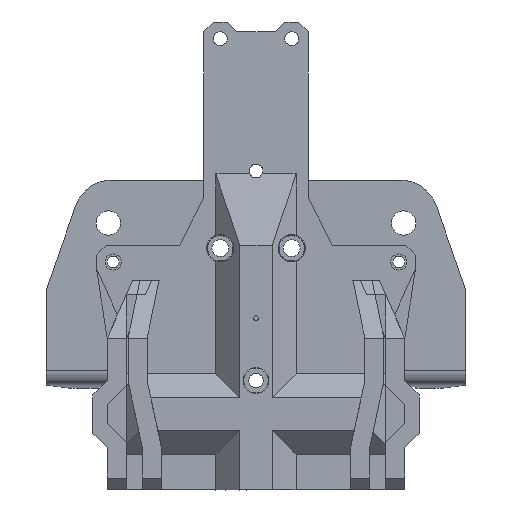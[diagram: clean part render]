
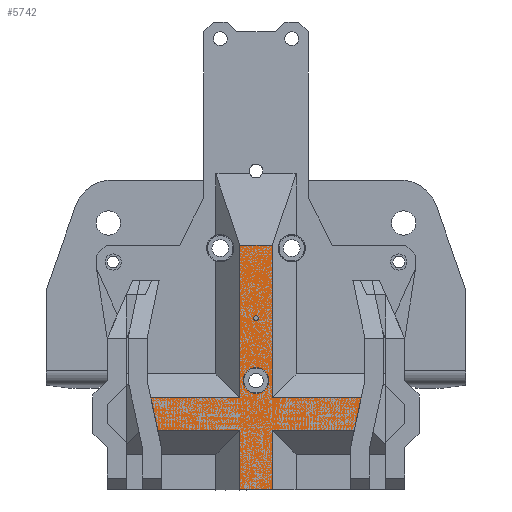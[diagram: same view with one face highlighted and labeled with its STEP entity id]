
A CAD part, front view. The second image highlights one B-rep face of the part: STEP entity #5742.
In plain terms, the highlighted planar face has unit normal (0, -1, 0).
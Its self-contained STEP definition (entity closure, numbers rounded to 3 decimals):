
#82=FACE_BOUND('',#800,.T.);
#83=FACE_BOUND('',#801,.T.);
#207=PLANE('',#6170);
#476=FACE_OUTER_BOUND('',#799,.T.);
#799=EDGE_LOOP('',(#4520,#4521,#4522,#4523,#4524,#4525,#4526,#4527,#4528,
#4529,#4530,#4531,#4532,#4533));
#800=EDGE_LOOP('',(#4534));
#801=EDGE_LOOP('',(#4535));
#1218=LINE('',#8529,#1902);
#1277=LINE('',#8671,#1961);
#1283=LINE('',#8684,#1967);
#1286=LINE('',#8691,#1970);
#1290=LINE('',#8699,#1974);
#1292=LINE('',#8704,#1976);
#1293=LINE('',#8706,#1977);
#1294=LINE('',#8707,#1978);
#1295=LINE('',#8709,#1979);
#1296=LINE('',#8710,#1980);
#1297=LINE('',#8712,#1981);
#1298=LINE('',#8714,#1982);
#1299=LINE('',#8715,#1983);
#1300=LINE('',#8716,#1984);
#1902=VECTOR('',#6947,10.);
#1961=VECTOR('',#7058,10.);
#1967=VECTOR('',#7066,10.);
#1970=VECTOR('',#7071,10.);
#1974=VECTOR('',#7077,10.);
#1976=VECTOR('',#7083,10.);
#1977=VECTOR('',#7084,10.);
#1978=VECTOR('',#7085,10.);
#1979=VECTOR('',#7086,10.);
#1980=VECTOR('',#7087,10.);
#1981=VECTOR('',#7088,10.);
#1982=VECTOR('',#7089,10.);
#1983=VECTOR('',#7090,10.);
#1984=VECTOR('',#7091,10.);
#2491=CIRCLE('',#6171,0.5);
#2492=CIRCLE('',#6172,2.7);
#2708=VERTEX_POINT('',#8526);
#2709=VERTEX_POINT('',#8528);
#2765=VERTEX_POINT('',#8668);
#2766=VERTEX_POINT('',#8670);
#2771=VERTEX_POINT('',#8681);
#2772=VERTEX_POINT('',#8683);
#2774=VERTEX_POINT('',#8689);
#2775=VERTEX_POINT('',#8690);
#2778=VERTEX_POINT('',#8698);
#2779=VERTEX_POINT('',#8703);
#2780=VERTEX_POINT('',#8705);
#2781=VERTEX_POINT('',#8708);
#2782=VERTEX_POINT('',#8711);
#2783=VERTEX_POINT('',#8713);
#2784=VERTEX_POINT('',#8717);
#2785=VERTEX_POINT('',#8719);
#3333=EDGE_CURVE('',#2708,#2709,#1218,.T.);
#3405=EDGE_CURVE('',#2766,#2765,#1277,.T.);
#3411=EDGE_CURVE('',#2772,#2771,#1283,.T.);
#3414=EDGE_CURVE('',#2774,#2775,#1286,.T.);
#3418=EDGE_CURVE('',#2778,#2708,#1290,.F.);
#3421=EDGE_CURVE('',#2775,#2779,#1292,.T.);
#3422=EDGE_CURVE('',#2779,#2780,#1293,.F.);
#3423=EDGE_CURVE('',#2766,#2780,#1294,.T.);
#3424=EDGE_CURVE('',#2765,#2781,#1295,.F.);
#3425=EDGE_CURVE('',#2781,#2709,#1296,.F.);
#3426=EDGE_CURVE('',#2778,#2782,#1297,.F.);
#3427=EDGE_CURVE('',#2782,#2783,#1298,.T.);
#3428=EDGE_CURVE('',#2772,#2783,#1299,.T.);
#3429=EDGE_CURVE('',#2774,#2771,#1300,.T.);
#3430=EDGE_CURVE('',#2784,#2784,#2491,.T.);
#3431=EDGE_CURVE('',#2785,#2785,#2492,.T.);
#4520=ORIENTED_EDGE('',*,*,#3421,.T.);
#4521=ORIENTED_EDGE('',*,*,#3422,.T.);
#4522=ORIENTED_EDGE('',*,*,#3423,.F.);
#4523=ORIENTED_EDGE('',*,*,#3405,.T.);
#4524=ORIENTED_EDGE('',*,*,#3424,.T.);
#4525=ORIENTED_EDGE('',*,*,#3425,.T.);
#4526=ORIENTED_EDGE('',*,*,#3333,.F.);
#4527=ORIENTED_EDGE('',*,*,#3418,.F.);
#4528=ORIENTED_EDGE('',*,*,#3426,.T.);
#4529=ORIENTED_EDGE('',*,*,#3427,.T.);
#4530=ORIENTED_EDGE('',*,*,#3428,.F.);
#4531=ORIENTED_EDGE('',*,*,#3411,.T.);
#4532=ORIENTED_EDGE('',*,*,#3429,.F.);
#4533=ORIENTED_EDGE('',*,*,#3414,.T.);
#4534=ORIENTED_EDGE('',*,*,#3430,.T.);
#4535=ORIENTED_EDGE('',*,*,#3431,.T.);
#5742=ADVANCED_FACE('',(#476,#82,#83),#207,.F.);
#6170=AXIS2_PLACEMENT_3D('',#8702,#7081,#7082);
#6171=AXIS2_PLACEMENT_3D('',#8718,#7092,#7093);
#6172=AXIS2_PLACEMENT_3D('',#8720,#7094,#7095);
#6947=DIRECTION('',(1.,0.,0.));
#7058=DIRECTION('',(0.,0.,1.));
#7066=DIRECTION('',(0.,0.,-1.));
#7071=DIRECTION('',(0.,0.,1.));
#7077=DIRECTION('',(0.,0.,-1.));
#7081=DIRECTION('center_axis',(0.,1.,0.));
#7082=DIRECTION('ref_axis',(-1.,0.,0.));
#7083=DIRECTION('',(1.,0.,0.));
#7084=DIRECTION('',(0.,0.,-1.));
#7085=DIRECTION('',(-1.,0.,0.));
#7086=DIRECTION('',(1.,0.,0.));
#7087=DIRECTION('',(0.,0.,-1.));
#7088=DIRECTION('',(1.,0.,0.));
#7089=DIRECTION('',(0.211,0.,-0.977));
#7090=DIRECTION('',(-1.,0.,0.));
#7091=DIRECTION('',(-1.,0.,0.));
#7092=DIRECTION('center_axis',(0.,1.,0.));
#7093=DIRECTION('ref_axis',(1.,0.,0.));
#7094=DIRECTION('center_axis',(0.,1.,0.));
#7095=DIRECTION('ref_axis',(-1.,0.,0.));
#8526=CARTESIAN_POINT('',(-3.177,-11.9,15.475));
#8528=CARTESIAN_POINT('',(3.652,-11.9,15.475));
#8529=CARTESIAN_POINT('',(-1.762,-11.9,15.475));
#8668=CARTESIAN_POINT('',(24.575,-11.9,-16.536));
#8670=CARTESIAN_POINT('',(24.575,-11.9,-23.364));
#8671=CARTESIAN_POINT('',(24.575,-11.9,-26.925));
#8681=CARTESIAN_POINT('',(-3.177,-11.9,-35.9));
#8683=CARTESIAN_POINT('',(-3.177,-11.9,-23.364));
#8684=CARTESIAN_POINT('',(-3.177,-11.9,-10.612));
#8689=CARTESIAN_POINT('',(-1.762,-11.9,-35.9));
#8690=CARTESIAN_POINT('',(-1.762,-11.9,-35.9));
#8691=CARTESIAN_POINT('',(-1.762,-11.9,-10.612));
#8698=CARTESIAN_POINT('',(-3.177,-11.9,-16.536));
#8699=CARTESIAN_POINT('',(-3.177,-11.9,-10.612));
#8702=CARTESIAN_POINT('Origin',(2.238,-11.9,-35.9));
#8703=CARTESIAN_POINT('',(3.652,-11.9,-35.9));
#8704=CARTESIAN_POINT('',(-1.762,-11.9,-35.9));
#8705=CARTESIAN_POINT('',(3.652,-11.9,-23.364));
#8706=CARTESIAN_POINT('',(3.652,-11.9,-35.9));
#8707=CARTESIAN_POINT('',(14.856,-11.9,-23.364));
#8708=CARTESIAN_POINT('',(3.652,-11.9,-16.536));
#8709=CARTESIAN_POINT('',(14.856,-11.9,-16.536));
#8710=CARTESIAN_POINT('',(3.652,-11.9,-35.9));
#8711=CARTESIAN_POINT('',(-21.862,-11.9,-16.536));
#8712=CARTESIAN_POINT('',(14.856,-11.9,-16.536));
#8713=CARTESIAN_POINT('',(-20.388,-11.9,-23.364));
#8714=CARTESIAN_POINT('',(-21.,-11.9,-20.531));
#8715=CARTESIAN_POINT('',(14.856,-11.9,-23.364));
#8716=CARTESIAN_POINT('',(-1.012,-11.9,-35.9));
#8717=CARTESIAN_POINT('',(-0.262,-11.9,0.176));
#8718=CARTESIAN_POINT('Origin',(0.238,-11.9,0.176));
#8719=CARTESIAN_POINT('',(2.938,-11.9,-12.924));
#8720=CARTESIAN_POINT('Origin',(0.238,-11.9,-12.924));
